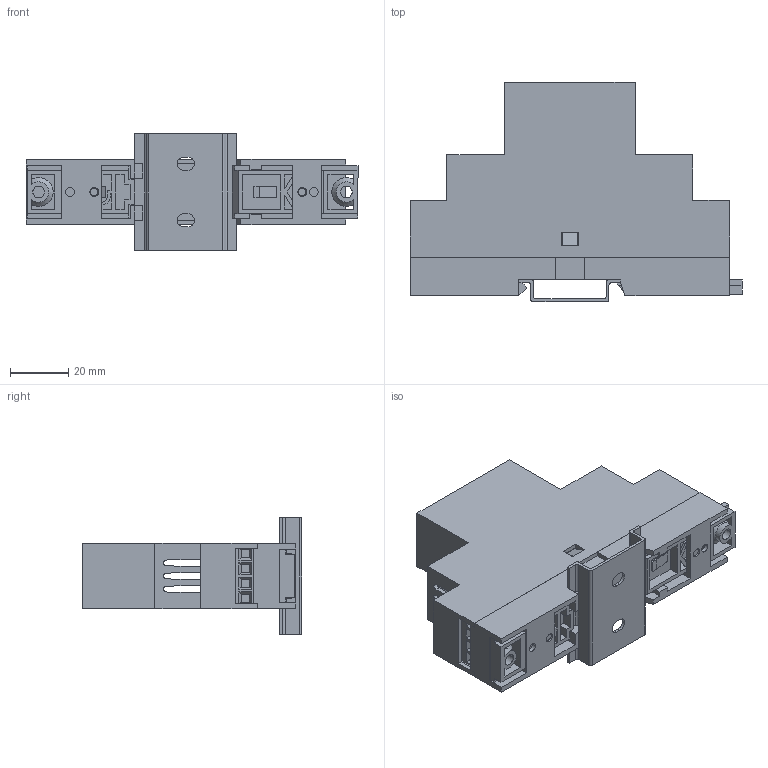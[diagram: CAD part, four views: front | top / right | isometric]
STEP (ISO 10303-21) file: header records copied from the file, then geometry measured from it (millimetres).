
FILE_DESCRIPTION (( 'STEP AP214' ), '1' );
FILE_NAME ('MD-22.5-02.STEP', '2022-01-24T10:45:59', ( '' ), ( '' ), 'SwSTEP 2.0', 'SolidWorks 2017', '' );
FILE_SCHEMA (( 'AUTOMOTIVE_DESIGN' ));
Length unit declared in the file: millimetre
Products named in the file (21): Euro fixed Terminal-4Way; TopCover - MDC-22.5; Rail-35; Clip-Big; Screw-small; Vertical PCB; Base PCB-MDP-22.5-01; Base plate - MDB-22.5; Clip-Small; MD-22.5-02
Assembly tree (11 placements, depth 2):
  Euro fixed Terminal-4Way
  TopCover - MDC-22.5
  Rail-35
  Clip-Big
  Vertical PCB
Bounding box: 114.3 x 75.55 x 40 mm (x, y, z)
Volume: 47084.3 mm3; surface area: 64604.5 mm2
Topology: 11 solids, 11 shells, 719 faces, 1998 edges, 1306 vertices
Faces by surface type: plane 558, cylinder 135, cone 20, torus 6
Entity records: 20346 total; most frequent: CARTESIAN_POINT 3593, ORIENTED_EDGE 3462, DIRECTION 3215, EDGE_CURVE 1731, LINE 1445, VECTOR 1445, VERTEX_POINT 1131, AXIS2_PLACEMENT_3D 885
